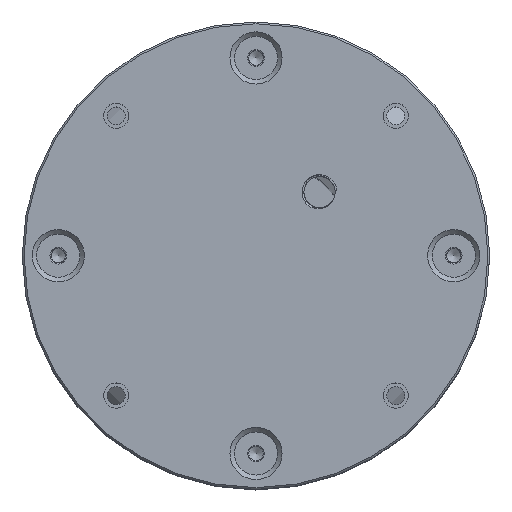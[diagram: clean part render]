
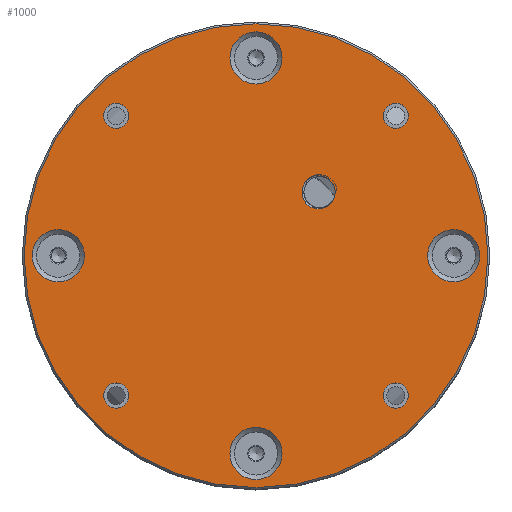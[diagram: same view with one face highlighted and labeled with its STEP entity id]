
A CAD part, top view. The second image highlights one B-rep face of the part: STEP entity #1000.
In plain terms, the highlighted planar face has unit normal (0, 0, 1).
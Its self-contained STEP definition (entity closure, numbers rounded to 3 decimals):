
#539=B_SPLINE_CURVE_WITH_KNOTS('',3,(#6500,#6501,#6502,#6503,#6504,#6505),
 .UNSPECIFIED.,.F.,.F.,(4,2,4),(0.,0.5,1.),.UNSPECIFIED.);
#540=B_SPLINE_CURVE_WITH_KNOTS('',3,(#6510,#6511,#6512,#6513,#6514,#6515),
 .UNSPECIFIED.,.F.,.F.,(4,2,4),(0.,0.5,1.),.UNSPECIFIED.);
#816=PLANE('',#4491);
#1000=ADVANCED_FACE('',(#1511,#1512,#1513,#1514,#1515,#1516,#1517,#1518,
#1519,#1520),#816,.T.);
#1511=FACE_BOUND('',#1893,.T.);
#1512=FACE_BOUND('',#1894,.T.);
#1513=FACE_BOUND('',#1895,.T.);
#1514=FACE_BOUND('',#1896,.T.);
#1515=FACE_BOUND('',#1897,.T.);
#1516=FACE_BOUND('',#1898,.T.);
#1517=FACE_BOUND('',#1899,.T.);
#1518=FACE_BOUND('',#1900,.T.);
#1519=FACE_BOUND('',#1901,.T.);
#1520=FACE_BOUND('',#1902,.T.);
#1893=EDGE_LOOP('',(#2423));
#1894=EDGE_LOOP('',(#2424,#2425,#2426,#2427));
#1895=EDGE_LOOP('',(#2428));
#1896=EDGE_LOOP('',(#2429));
#1897=EDGE_LOOP('',(#2430));
#1898=EDGE_LOOP('',(#2431));
#1899=EDGE_LOOP('',(#2432));
#1900=EDGE_LOOP('',(#2433));
#1901=EDGE_LOOP('',(#2434));
#1902=EDGE_LOOP('',(#2435));
#2423=ORIENTED_EDGE('',*,*,#3648,.T.);
#2424=ORIENTED_EDGE('',*,*,#3649,.F.);
#2425=ORIENTED_EDGE('',*,*,#3650,.F.);
#2426=ORIENTED_EDGE('',*,*,#3651,.F.);
#2427=ORIENTED_EDGE('',*,*,#3652,.F.);
#2428=ORIENTED_EDGE('',*,*,#3653,.T.);
#2429=ORIENTED_EDGE('',*,*,#3654,.T.);
#2430=ORIENTED_EDGE('',*,*,#3655,.T.);
#2431=ORIENTED_EDGE('',*,*,#3656,.T.);
#2432=ORIENTED_EDGE('',*,*,#3657,.T.);
#2433=ORIENTED_EDGE('',*,*,#3658,.T.);
#2434=ORIENTED_EDGE('',*,*,#3659,.T.);
#2435=ORIENTED_EDGE('',*,*,#3660,.T.);
#3306=VERTEX_POINT('',#6499);
#3307=VERTEX_POINT('',#6506);
#3308=VERTEX_POINT('',#6507);
#3309=VERTEX_POINT('',#6509);
#3310=VERTEX_POINT('',#6516);
#3311=VERTEX_POINT('',#6519);
#3312=VERTEX_POINT('',#6521);
#3313=VERTEX_POINT('',#6523);
#3314=VERTEX_POINT('',#6525);
#3315=VERTEX_POINT('',#6527);
#3316=VERTEX_POINT('',#6529);
#3317=VERTEX_POINT('',#6531);
#3318=VERTEX_POINT('',#6533);
#3648=EDGE_CURVE('',#3306,#3306,#4130,.T.);
#3649=EDGE_CURVE('',#3307,#3308,#539,.T.);
#3650=EDGE_CURVE('',#3309,#3307,#4131,.T.);
#3651=EDGE_CURVE('',#3310,#3309,#540,.T.);
#3652=EDGE_CURVE('',#3308,#3310,#4132,.T.);
#3653=EDGE_CURVE('',#3311,#3311,#4133,.T.);
#3654=EDGE_CURVE('',#3312,#3312,#4134,.T.);
#3655=EDGE_CURVE('',#3313,#3313,#4135,.T.);
#3656=EDGE_CURVE('',#3314,#3314,#4136,.T.);
#3657=EDGE_CURVE('',#3315,#3315,#4137,.T.);
#3658=EDGE_CURVE('',#3316,#3316,#4138,.T.);
#3659=EDGE_CURVE('',#3317,#3317,#4139,.T.);
#3660=EDGE_CURVE('',#3318,#3318,#4140,.T.);
#4130=CIRCLE('',#4480,64.5);
#4131=CIRCLE('',#4481,4.365);
#4132=CIRCLE('',#4482,4.864);
#4133=CIRCLE('',#4483,3.5);
#4134=CIRCLE('',#4484,7.25);
#4135=CIRCLE('',#4485,3.5);
#4136=CIRCLE('',#4486,7.25);
#4137=CIRCLE('',#4487,3.5);
#4138=CIRCLE('',#4488,7.25);
#4139=CIRCLE('',#4489,3.5);
#4140=CIRCLE('',#4490,7.25);
#4480=AXIS2_PLACEMENT_3D('',#6498,#5228,#5229);
#4481=AXIS2_PLACEMENT_3D('',#6508,#5230,#5231);
#4482=AXIS2_PLACEMENT_3D('',#6517,#5232,#5233);
#4483=AXIS2_PLACEMENT_3D('',#6518,#5234,#5235);
#4484=AXIS2_PLACEMENT_3D('',#6520,#5236,#5237);
#4485=AXIS2_PLACEMENT_3D('',#6522,#5238,#5239);
#4486=AXIS2_PLACEMENT_3D('',#6524,#5240,#5241);
#4487=AXIS2_PLACEMENT_3D('',#6526,#5242,#5243);
#4488=AXIS2_PLACEMENT_3D('',#6528,#5244,#5245);
#4489=AXIS2_PLACEMENT_3D('',#6530,#5246,#5247);
#4490=AXIS2_PLACEMENT_3D('',#6532,#5248,#5249);
#4491=AXIS2_PLACEMENT_3D('',#6534,#5250,#5251);
#5228=DIRECTION('',(0.,0.,1.));
#5229=DIRECTION('',(1.,0.,0.));
#5230=DIRECTION('',(0.,0.,1.));
#5231=DIRECTION('',(-1.,0.,0.));
#5232=DIRECTION('',(0.,0.,1.));
#5233=DIRECTION('',(1.,0.,0.));
#5234=DIRECTION('',(0.,0.,-1.));
#5235=DIRECTION('',(-1.,0.,0.));
#5236=DIRECTION('',(0.,0.,-1.));
#5237=DIRECTION('',(1.,0.,0.));
#5238=DIRECTION('',(0.,0.,-1.));
#5239=DIRECTION('',(-1.,0.,0.));
#5240=DIRECTION('',(0.,0.,-1.));
#5241=DIRECTION('',(1.,0.,0.));
#5242=DIRECTION('',(0.,0.,-1.));
#5243=DIRECTION('',(-1.,0.,0.));
#5244=DIRECTION('',(0.,0.,-1.));
#5245=DIRECTION('',(1.,0.,0.));
#5246=DIRECTION('',(0.,0.,-1.));
#5247=DIRECTION('',(-1.,0.,0.));
#5248=DIRECTION('',(0.,0.,-1.));
#5249=DIRECTION('',(1.,0.,0.));
#5250=DIRECTION('',(0.,0.,1.));
#5251=DIRECTION('',(1.,0.,0.));
#6498=CARTESIAN_POINT('',(0.,0.,85.));
#6499=CARTESIAN_POINT('',(64.5,0.,85.));
#6500=CARTESIAN_POINT('',(20.846,20.68,85.));
#6501=CARTESIAN_POINT('',(19.946,21.762,85.));
#6502=CARTESIAN_POINT('',(18.528,22.355,85.));
#6503=CARTESIAN_POINT('',(15.744,22.182,85.));
#6504=CARTESIAN_POINT('',(14.407,21.447,85.));
#6505=CARTESIAN_POINT('',(13.586,20.307,85.));
#6506=CARTESIAN_POINT('',(20.846,20.68,85.));
#6507=CARTESIAN_POINT('',(13.586,20.307,85.));
#6508=CARTESIAN_POINT('',(17.678,17.678,85.));
#6509=CARTESIAN_POINT('',(21.301,15.244,85.));
#6510=CARTESIAN_POINT('',(14.148,14.331,85.));
#6511=CARTESIAN_POINT('',(15.155,13.381,85.));
#6512=CARTESIAN_POINT('',(16.585,12.895,85.));
#6513=CARTESIAN_POINT('',(19.315,13.229,85.));
#6514=CARTESIAN_POINT('',(20.613,14.052,85.));
#6515=CARTESIAN_POINT('',(21.301,15.244,85.));
#6516=CARTESIAN_POINT('',(14.148,14.331,85.));
#6517=CARTESIAN_POINT('',(17.678,17.678,85.));
#6518=CARTESIAN_POINT('',(38.891,-38.891,85.));
#6519=CARTESIAN_POINT('',(35.391,-38.891,85.));
#6520=CARTESIAN_POINT('',(0.,-55.,85.));
#6521=CARTESIAN_POINT('',(7.25,-55.,85.));
#6522=CARTESIAN_POINT('',(-38.891,-38.891,85.));
#6523=CARTESIAN_POINT('',(-42.391,-38.891,85.));
#6524=CARTESIAN_POINT('',(-55.,0.,85.));
#6525=CARTESIAN_POINT('',(-47.75,0.,85.));
#6526=CARTESIAN_POINT('',(-38.891,38.891,85.));
#6527=CARTESIAN_POINT('',(-42.391,38.891,85.));
#6528=CARTESIAN_POINT('',(0.,55.,85.));
#6529=CARTESIAN_POINT('',(7.25,55.,85.));
#6530=CARTESIAN_POINT('',(38.891,38.891,85.));
#6531=CARTESIAN_POINT('',(35.391,38.891,85.));
#6532=CARTESIAN_POINT('',(55.,0.,85.));
#6533=CARTESIAN_POINT('',(62.25,0.,85.));
#6534=CARTESIAN_POINT('',(0.,0.,85.));
